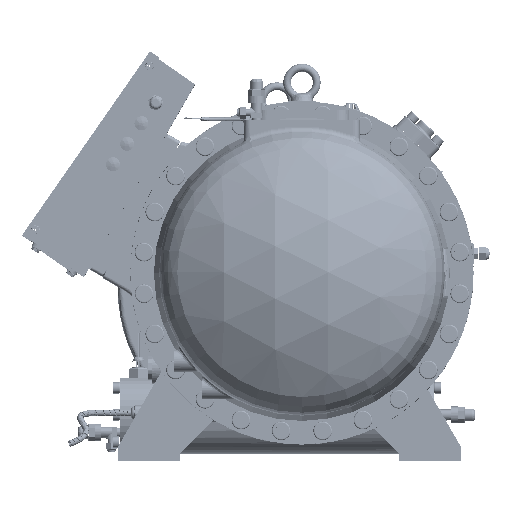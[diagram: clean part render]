
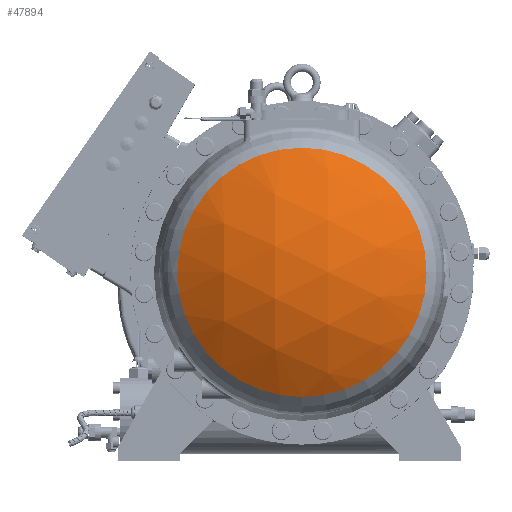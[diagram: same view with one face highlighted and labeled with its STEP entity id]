
A CAD part, top view. The second image highlights one B-rep face of the part: STEP entity #47894.
In plain terms, the highlighted spherical face has radius 348 mm.
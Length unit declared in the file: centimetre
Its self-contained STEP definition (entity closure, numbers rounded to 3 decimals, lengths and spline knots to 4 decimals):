
#1431=SPHERICAL_SURFACE('',#50852,34.8);
#12603=FACE_OUTER_BOUND('',#14880,.T.);
#14880=EDGE_LOOP('',(#35752));
#18293=CIRCLE('',#50848,19.9603);
#21148=VERTEX_POINT('',#72913);
#27593=EDGE_CURVE('',#21148,#21148,#18293,.T.);
#35752=ORIENTED_EDGE('',*,*,#27593,.F.);
#47894=ADVANCED_FACE('',(#12603),#1431,.T.);
#50848=AXIS2_PLACEMENT_3D('',#72914,#55940,#55941);
#50852=AXIS2_PLACEMENT_3D('',#73071,#55948,#55949);
#55940=DIRECTION('center_axis',(0.,0.,
-1.));
#55941=DIRECTION('ref_axis',(-1.,0.,0.));
#55948=DIRECTION('center_axis',(1.,0.,0.));
#55949=DIRECTION('ref_axis',(0.,1.,0.));
#72913=CARTESIAN_POINT('',(4.,-17.5603,58.3566));
#72914=CARTESIAN_POINT('Origin',(4.,2.4,58.3566));
#73071=CARTESIAN_POINT('Origin',(4.,2.4,29.85));
